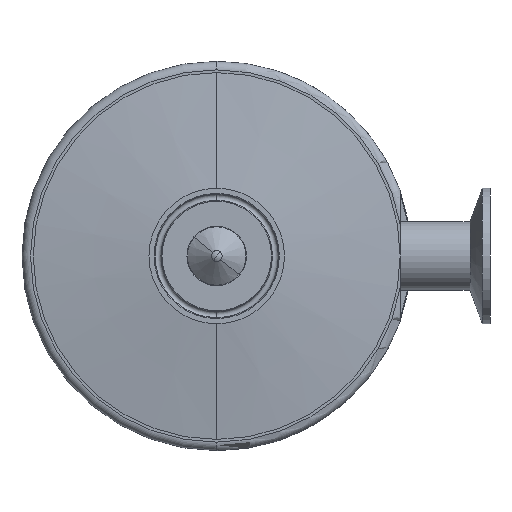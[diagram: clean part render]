
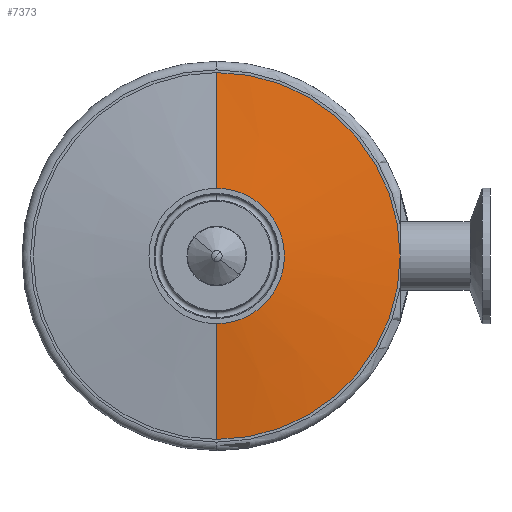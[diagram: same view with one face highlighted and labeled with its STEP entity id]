
A CAD part, front view. The second image highlights one B-rep face of the part: STEP entity #7373.
In plain terms, the highlighted conical face has half-angle 83 degrees and reference radius 68.199 mm.
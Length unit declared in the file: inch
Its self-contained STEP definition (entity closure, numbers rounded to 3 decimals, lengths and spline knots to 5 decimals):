
#205 = DIRECTION ( 'NONE',  ( 0., 1., 0. ) ) ;
#306 = DIRECTION ( 'NONE',  ( 0., 0., -1. ) ) ;
#477 = VERTEX_POINT ( 'NONE', #5962 ) ;
#624 = DIRECTION ( 'NONE',  ( 0., -1., 0. ) ) ;
#754 = ORIENTED_EDGE ( 'NONE', *, *, #5707, .T. ) ;
#867 = VERTEX_POINT ( 'NONE', #8105 ) ;
#1010 = VERTEX_POINT ( 'NONE', #1906 ) ;
#1507 = DIRECTION ( 'NONE',  ( 0., 0.122, 0.993 ) ) ;
#1523 = ORIENTED_EDGE ( 'NONE', *, *, #9036, .T. ) ;
#1611 = VECTOR ( 'NONE', #1507, 39.37008 ) ;
#1770 = ORIENTED_EDGE ( 'NONE', *, *, #6618, .T. ) ;
#1906 = CARTESIAN_POINT ( 'NONE',  ( 0., 0.92937, -0.96953 ) ) ;
#2286 = DIRECTION ( 'NONE',  ( 0., 0., -1. ) ) ;
#2516 = LINE ( 'NONE', #6389, #1611 ) ;
#2979 = CARTESIAN_POINT ( 'NONE',  ( 0., 1.14, 2.685 ) ) ;
#3003 = CIRCLE ( 'NONE', #9742, 2.685 ) ;
#3131 = EDGE_LOOP ( 'NONE', ( #1523, #754, #7522, #1770, #3381 ) ) ;
#3381 = ORIENTED_EDGE ( 'NONE', *, *, #6054, .F. ) ;
#3918 = CARTESIAN_POINT ( 'NONE',  ( 0., 1.14, 0. ) ) ;
#4464 = VERTEX_POINT ( 'NONE', #2979 ) ;
#4720 = DIRECTION ( 'NONE',  ( 0., 0., -1. ) ) ;
#4753 = CARTESIAN_POINT ( 'NONE',  ( 0., 0.92937, 0.96953 ) ) ;
#4783 = DIRECTION ( 'NONE',  ( 0., -1., 0. ) ) ;
#4876 = CARTESIAN_POINT ( 'NONE',  ( 0., 1.14, 0. ) ) ;
#5293 = CIRCLE ( 'NONE', #7290, 2.685 ) ;
#5707 = EDGE_CURVE ( 'NONE', #1010, #867, #9664, .T. ) ;
#5927 = CONICAL_SURFACE ( 'NONE', #6107, 2.685, 1.449 ) ;
#5962 = CARTESIAN_POINT ( 'NONE',  ( 2.685, 1.14, 0. ) ) ;
#6004 = CARTESIAN_POINT ( 'NONE',  ( 0., 0.92937, 0. ) ) ;
#6054 = EDGE_CURVE ( 'NONE', #7974, #4464, #2516, .T. ) ;
#6107 = AXIS2_PLACEMENT_3D ( 'NONE', #4876, #10494, #7227 ) ;
#6389 = CARTESIAN_POINT ( 'NONE',  ( 0., 1.14, 2.685 ) ) ;
#6618 = EDGE_CURVE ( 'NONE', #477, #4464, #5293, .T. ) ;
#7143 = CARTESIAN_POINT ( 'NONE',  ( 0., 1.14, 0. ) ) ;
#7227 = DIRECTION ( 'NONE',  ( 0., 0., 1. ) ) ;
#7290 = AXIS2_PLACEMENT_3D ( 'NONE', #3918, #4783, #2286 ) ;
#7373 = ADVANCED_FACE ( 'NONE', ( #9231 ), #5927, .T. ) ;
#7392 = DIRECTION ( 'NONE',  ( 0., 0.122, -0.993 ) ) ;
#7522 = ORIENTED_EDGE ( 'NONE', *, *, #9933, .T. ) ;
#7974 = VERTEX_POINT ( 'NONE', #4753 ) ;
#8105 = CARTESIAN_POINT ( 'NONE',  ( 0., 1.14, -2.685 ) ) ;
#8268 = CARTESIAN_POINT ( 'NONE',  ( 0., 1.14, -2.685 ) ) ;
#9036 = EDGE_CURVE ( 'NONE', #7974, #1010, #10545, .T. ) ;
#9231 = FACE_OUTER_BOUND ( 'NONE', #3131, .T. ) ;
#9445 = AXIS2_PLACEMENT_3D ( 'NONE', #6004, #205, #306 ) ;
#9664 = LINE ( 'NONE', #8268, #10037 ) ;
#9742 = AXIS2_PLACEMENT_3D ( 'NONE', #7143, #624, #4720 ) ;
#9933 = EDGE_CURVE ( 'NONE', #867, #477, #3003, .T. ) ;
#10037 = VECTOR ( 'NONE', #7392, 39.37008 ) ;
#10494 = DIRECTION ( 'NONE',  ( 0., 1., 0. ) ) ;
#10545 = CIRCLE ( 'NONE', #9445, 0.96953 ) ;
